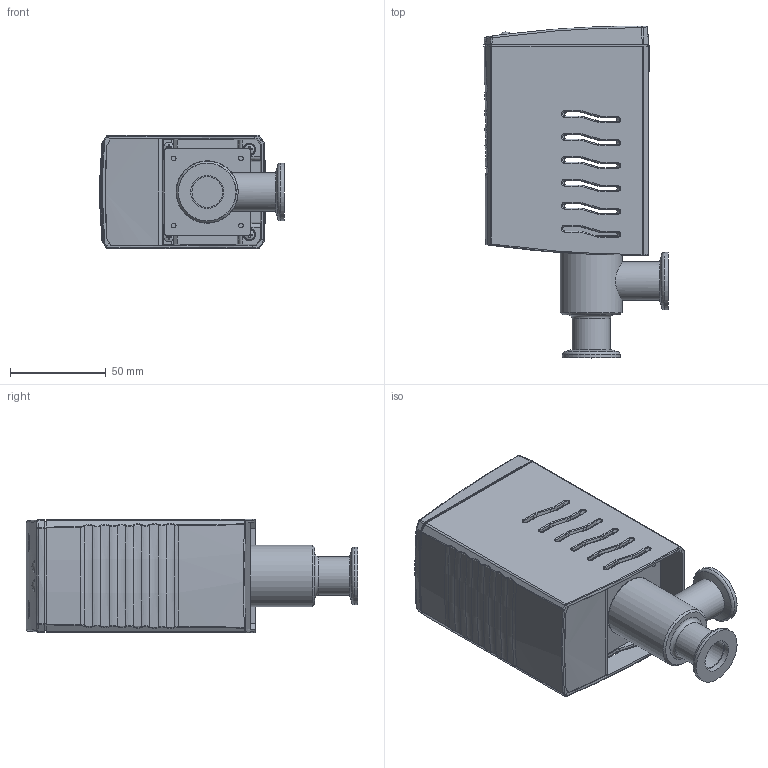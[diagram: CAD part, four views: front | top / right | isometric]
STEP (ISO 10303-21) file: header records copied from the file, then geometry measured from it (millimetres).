
FILE_DESCRIPTION((''),'2;1');
FILE_NAME('MPFA34536.stp','2008-07-04T14:24:15',('KPE'),(''),'Autodesk Inventor 2009','Autodesk Inventor 2009','');
FILE_SCHEMA(('AUTOMOTIVE_DESIGN { 1 0 10303 214 1 1 1 1 }'));
Length unit declared in the file: millimetre
Products named in the file (8): M253-501; Bauteil1_1; Bauteil1_2; Bauteil1_3; Bauteil1_4; Bauteil1_5; Bauteil1_6; Bauteil1_7
Assembly tree (7 placements, depth 2):
  M253-501
    Bauteil1_1
    Bauteil1_2
    Bauteil1_3
    Bauteil1_4
    Bauteil1_5
    Bauteil1_6
    Bauteil1_7
Bounding box: 95.88 x 172.9 x 59 mm (x, y, z)
Volume: 144658.8 mm3; surface area: 155303.9 mm2
Topology: 7 solids, 7 shells, 1915 faces, 4609 edges, 2870 vertices
Faces by surface type: plane 719, cylinder 408, bspline 365, cone 194, torus 190, sphere 39
Full cylindrical faces by diameter (mm): 2.459 x4, 3 x8, 4 x2, 5.3 x4, 5.5 x4, 6 x1, 7 x2, 7.5 x2, 12.2 x1, 12.4 x1, 16 x3, 17.3 x2, 20 x2, 26 x1, 28 x1, 30 x2, 32.2 x1, 32.35 x1, 32.55 x1, 35.9 x1
Entity records: 79374 total; most frequent: CARTESIAN_POINT 36603, DIRECTION 8841, ORIENTED_EDGE 8674, EDGE_CURVE 4337, AXIS2_PLACEMENT_3D 3499, VERTEX_POINT 2842, EDGE_LOOP 2371, FACE_OUTER_BOUND 1915
